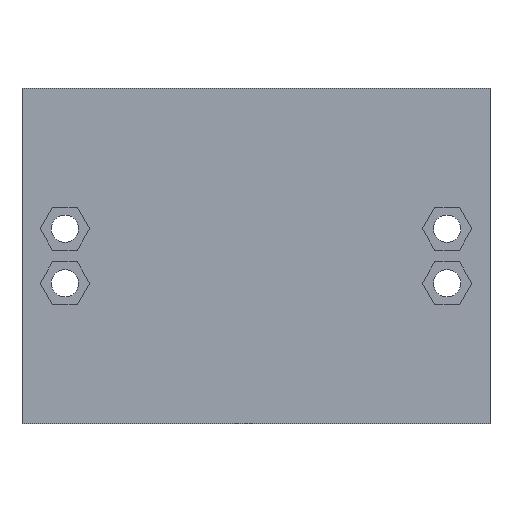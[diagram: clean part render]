
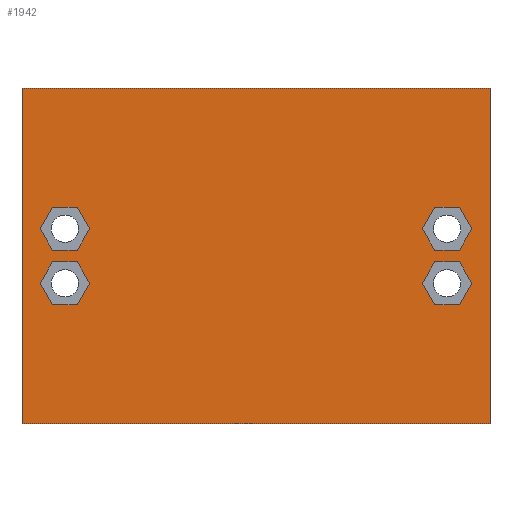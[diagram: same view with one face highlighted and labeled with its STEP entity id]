
A CAD part, front view. The second image highlights one B-rep face of the part: STEP entity #1942.
In plain terms, the highlighted planar face has unit normal (0, -1, 0).
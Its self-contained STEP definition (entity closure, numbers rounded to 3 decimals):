
#75=FACE_BOUND('',#361,.T.);
#76=FACE_BOUND('',#362,.T.);
#77=FACE_BOUND('',#363,.T.);
#78=FACE_BOUND('',#364,.T.);
#230=FACE_OUTER_BOUND('',#360,.T.);
#360=EDGE_LOOP('',(#1749,#1750,#1751,#1752));
#361=EDGE_LOOP('',(#1753,#1754,#1755,#1756,#1757,#1758));
#362=EDGE_LOOP('',(#1759,#1760,#1761,#1762,#1763,#1764));
#363=EDGE_LOOP('',(#1765,#1766,#1767,#1768,#1769,#1770));
#364=EDGE_LOOP('',(#1771,#1772,#1773,#1774,#1775,#1776));
#365=LINE('',#2637,#577);
#369=LINE('',#2645,#581);
#372=LINE('',#2651,#584);
#375=LINE('',#2657,#587);
#378=LINE('',#2663,#590);
#381=LINE('',#2668,#593);
#383=LINE('',#2676,#595);
#387=LINE('',#2684,#599);
#390=LINE('',#2690,#602);
#393=LINE('',#2696,#605);
#396=LINE('',#2702,#608);
#399=LINE('',#2707,#611);
#401=LINE('',#2715,#613);
#405=LINE('',#2723,#617);
#408=LINE('',#2729,#620);
#411=LINE('',#2735,#623);
#414=LINE('',#2741,#626);
#417=LINE('',#2746,#629);
#419=LINE('',#2754,#631);
#423=LINE('',#2762,#635);
#426=LINE('',#2768,#638);
#429=LINE('',#2774,#641);
#432=LINE('',#2780,#644);
#435=LINE('',#2785,#647);
#570=LINE('',#3169,#782);
#572=LINE('',#3173,#784);
#575=LINE('',#3178,#787);
#576=LINE('',#3180,#788);
#577=VECTOR('',#2119,10.);
#581=VECTOR('',#2125,10.);
#584=VECTOR('',#2130,10.);
#587=VECTOR('',#2135,10.);
#590=VECTOR('',#2140,10.);
#593=VECTOR('',#2145,10.);
#595=VECTOR('',#2153,10.);
#599=VECTOR('',#2159,10.);
#602=VECTOR('',#2164,10.);
#605=VECTOR('',#2169,10.);
#608=VECTOR('',#2174,10.);
#611=VECTOR('',#2179,10.);
#613=VECTOR('',#2187,10.);
#617=VECTOR('',#2193,10.);
#620=VECTOR('',#2198,10.);
#623=VECTOR('',#2203,10.);
#626=VECTOR('',#2208,10.);
#629=VECTOR('',#2213,10.);
#631=VECTOR('',#2221,10.);
#635=VECTOR('',#2227,10.);
#638=VECTOR('',#2232,10.);
#641=VECTOR('',#2237,10.);
#644=VECTOR('',#2242,10.);
#647=VECTOR('',#2247,10.);
#782=VECTOR('',#2618,10.);
#784=VECTOR('',#2622,10.);
#787=VECTOR('',#2627,10.);
#788=VECTOR('',#2630,10.);
#789=VERTEX_POINT('',#2635);
#790=VERTEX_POINT('',#2636);
#793=VERTEX_POINT('',#2644);
#795=VERTEX_POINT('',#2650);
#797=VERTEX_POINT('',#2656);
#799=VERTEX_POINT('',#2662);
#802=VERTEX_POINT('',#2674);
#803=VERTEX_POINT('',#2675);
#806=VERTEX_POINT('',#2683);
#808=VERTEX_POINT('',#2689);
#810=VERTEX_POINT('',#2695);
#812=VERTEX_POINT('',#2701);
#815=VERTEX_POINT('',#2713);
#816=VERTEX_POINT('',#2714);
#819=VERTEX_POINT('',#2722);
#821=VERTEX_POINT('',#2728);
#823=VERTEX_POINT('',#2734);
#825=VERTEX_POINT('',#2740);
#828=VERTEX_POINT('',#2752);
#829=VERTEX_POINT('',#2753);
#832=VERTEX_POINT('',#2761);
#834=VERTEX_POINT('',#2767);
#836=VERTEX_POINT('',#2773);
#838=VERTEX_POINT('',#2779);
#969=VERTEX_POINT('',#3166);
#970=VERTEX_POINT('',#3168);
#971=VERTEX_POINT('',#3172);
#972=VERTEX_POINT('',#3176);
#973=EDGE_CURVE('',#789,#790,#365,.T.);
#977=EDGE_CURVE('',#793,#789,#369,.T.);
#980=EDGE_CURVE('',#795,#793,#372,.T.);
#983=EDGE_CURVE('',#797,#795,#375,.T.);
#986=EDGE_CURVE('',#799,#797,#378,.T.);
#989=EDGE_CURVE('',#790,#799,#381,.T.);
#992=EDGE_CURVE('',#802,#803,#383,.T.);
#996=EDGE_CURVE('',#806,#802,#387,.T.);
#999=EDGE_CURVE('',#808,#806,#390,.T.);
#1002=EDGE_CURVE('',#810,#808,#393,.T.);
#1005=EDGE_CURVE('',#812,#810,#396,.T.);
#1008=EDGE_CURVE('',#803,#812,#399,.T.);
#1011=EDGE_CURVE('',#815,#816,#401,.T.);
#1015=EDGE_CURVE('',#819,#815,#405,.T.);
#1018=EDGE_CURVE('',#821,#819,#408,.T.);
#1021=EDGE_CURVE('',#823,#821,#411,.T.);
#1024=EDGE_CURVE('',#825,#823,#414,.T.);
#1027=EDGE_CURVE('',#816,#825,#417,.T.);
#1030=EDGE_CURVE('',#828,#829,#419,.T.);
#1034=EDGE_CURVE('',#832,#828,#423,.T.);
#1037=EDGE_CURVE('',#834,#832,#426,.T.);
#1040=EDGE_CURVE('',#836,#834,#429,.T.);
#1043=EDGE_CURVE('',#838,#836,#432,.T.);
#1046=EDGE_CURVE('',#829,#838,#435,.T.);
#1234=EDGE_CURVE('',#969,#970,#570,.T.);
#1236=EDGE_CURVE('',#971,#969,#572,.T.);
#1239=EDGE_CURVE('',#972,#971,#575,.T.);
#1240=EDGE_CURVE('',#970,#972,#576,.T.);
#1749=ORIENTED_EDGE('',*,*,#1240,.F.);
#1750=ORIENTED_EDGE('',*,*,#1234,.F.);
#1751=ORIENTED_EDGE('',*,*,#1236,.F.);
#1752=ORIENTED_EDGE('',*,*,#1239,.F.);
#1753=ORIENTED_EDGE('',*,*,#973,.T.);
#1754=ORIENTED_EDGE('',*,*,#989,.T.);
#1755=ORIENTED_EDGE('',*,*,#986,.T.);
#1756=ORIENTED_EDGE('',*,*,#983,.T.);
#1757=ORIENTED_EDGE('',*,*,#980,.T.);
#1758=ORIENTED_EDGE('',*,*,#977,.T.);
#1759=ORIENTED_EDGE('',*,*,#992,.T.);
#1760=ORIENTED_EDGE('',*,*,#1008,.T.);
#1761=ORIENTED_EDGE('',*,*,#1005,.T.);
#1762=ORIENTED_EDGE('',*,*,#1002,.T.);
#1763=ORIENTED_EDGE('',*,*,#999,.T.);
#1764=ORIENTED_EDGE('',*,*,#996,.T.);
#1765=ORIENTED_EDGE('',*,*,#1011,.T.);
#1766=ORIENTED_EDGE('',*,*,#1027,.T.);
#1767=ORIENTED_EDGE('',*,*,#1024,.T.);
#1768=ORIENTED_EDGE('',*,*,#1021,.T.);
#1769=ORIENTED_EDGE('',*,*,#1018,.T.);
#1770=ORIENTED_EDGE('',*,*,#1015,.T.);
#1771=ORIENTED_EDGE('',*,*,#1030,.T.);
#1772=ORIENTED_EDGE('',*,*,#1046,.T.);
#1773=ORIENTED_EDGE('',*,*,#1043,.T.);
#1774=ORIENTED_EDGE('',*,*,#1040,.T.);
#1775=ORIENTED_EDGE('',*,*,#1037,.T.);
#1776=ORIENTED_EDGE('',*,*,#1034,.T.);
#1846=PLANE('',#2114);
#1942=ADVANCED_FACE('',(#230,#75,#76,#77,#78),#1846,.F.);
#2114=AXIS2_PLACEMENT_3D('',#3181,#2631,#2632);
#2119=DIRECTION('',(0.5,0.,0.866));
#2125=DIRECTION('',(-0.5,0.,0.866));
#2130=DIRECTION('',(-1.,0.,0.));
#2135=DIRECTION('',(-0.5,0.,-0.866));
#2140=DIRECTION('',(0.5,0.,-0.866));
#2145=DIRECTION('',(1.,0.,0.));
#2153=DIRECTION('',(-1.,0.,0.));
#2159=DIRECTION('',(-0.5,0.,-0.866));
#2164=DIRECTION('',(0.5,0.,-0.866));
#2169=DIRECTION('',(1.,0.,0.));
#2174=DIRECTION('',(0.5,0.,0.866));
#2179=DIRECTION('',(-0.5,0.,0.866));
#2187=DIRECTION('',(0.5,0.,-0.866));
#2193=DIRECTION('',(1.,0.,0.));
#2198=DIRECTION('',(0.5,0.,0.866));
#2203=DIRECTION('',(-0.5,0.,0.866));
#2208=DIRECTION('',(-1.,0.,0.));
#2213=DIRECTION('',(-0.5,0.,-0.866));
#2221=DIRECTION('',(1.,0.,0.));
#2227=DIRECTION('',(0.5,0.,0.866));
#2232=DIRECTION('',(-0.5,0.,0.866));
#2237=DIRECTION('',(-1.,0.,0.));
#2242=DIRECTION('',(-0.5,0.,-0.866));
#2247=DIRECTION('',(0.5,0.,-0.866));
#2618=DIRECTION('',(1.,0.,0.));
#2622=DIRECTION('',(0.,0.,1.));
#2627=DIRECTION('',(-1.,0.,0.));
#2630=DIRECTION('',(0.,0.,-1.));
#2631=DIRECTION('center_axis',(0.,1.,0.));
#2632=DIRECTION('ref_axis',(0.,0.,1.));
#2635=CARTESIAN_POINT('',(42.649,0.,-7.));
#2636=CARTESIAN_POINT('',(45.825,0.,-1.5));
#2637=CARTESIAN_POINT('',(38.834,0.,-13.609));
#2644=CARTESIAN_POINT('',(45.825,0.,-12.5));
#2645=CARTESIAN_POINT('',(37.39,0.,2.109));
#2650=CARTESIAN_POINT('',(52.175,0.,-12.5));
#2651=CARTESIAN_POINT('',(26.088,0.,-12.5));
#2656=CARTESIAN_POINT('',(55.351,0.,-7.));
#2657=CARTESIAN_POINT('',(49.948,0.,-16.359));
#2662=CARTESIAN_POINT('',(52.175,0.,-1.5));
#2663=CARTESIAN_POINT('',(45.329,0.,10.359));
#2668=CARTESIAN_POINT('',(22.912,0.,-1.5));
#2674=CARTESIAN_POINT('',(-45.825,0.,1.5));
#2675=CARTESIAN_POINT('',(-52.175,0.,1.5));
#2676=CARTESIAN_POINT('',(-22.912,0.,1.5));
#2683=CARTESIAN_POINT('',(-42.649,0.,7.));
#2684=CARTESIAN_POINT('',(-38.834,0.,13.609));
#2689=CARTESIAN_POINT('',(-45.825,0.,12.5));
#2690=CARTESIAN_POINT('',(-37.39,0.,-2.109));
#2695=CARTESIAN_POINT('',(-52.175,0.,12.5));
#2696=CARTESIAN_POINT('',(-26.088,0.,12.5));
#2701=CARTESIAN_POINT('',(-55.351,0.,7.));
#2702=CARTESIAN_POINT('',(-49.948,0.,16.359));
#2707=CARTESIAN_POINT('',(-45.329,0.,-10.359));
#2713=CARTESIAN_POINT('',(52.175,0.,12.5));
#2714=CARTESIAN_POINT('',(55.351,0.,7.));
#2715=CARTESIAN_POINT('',(48.36,0.,19.109));
#2722=CARTESIAN_POINT('',(45.825,0.,12.5));
#2723=CARTESIAN_POINT('',(22.912,0.,12.5));
#2728=CARTESIAN_POINT('',(42.649,0.,7.));
#2729=CARTESIAN_POINT('',(35.802,0.,-4.859));
#2734=CARTESIAN_POINT('',(45.825,0.,1.5));
#2735=CARTESIAN_POINT('',(40.421,0.,10.859));
#2740=CARTESIAN_POINT('',(52.175,0.,1.5));
#2741=CARTESIAN_POINT('',(26.088,0.,1.5));
#2746=CARTESIAN_POINT('',(46.916,0.,-7.609));
#2752=CARTESIAN_POINT('',(-52.175,0.,-1.5));
#2753=CARTESIAN_POINT('',(-45.825,0.,-1.5));
#2754=CARTESIAN_POINT('',(-26.088,0.,-1.5));
#2761=CARTESIAN_POINT('',(-55.351,0.,-7.));
#2762=CARTESIAN_POINT('',(-46.916,0.,7.609));
#2767=CARTESIAN_POINT('',(-52.175,0.,-12.5));
#2768=CARTESIAN_POINT('',(-48.36,0.,-19.109));
#2773=CARTESIAN_POINT('',(-45.825,0.,-12.5));
#2774=CARTESIAN_POINT('',(-22.912,0.,-12.5));
#2779=CARTESIAN_POINT('',(-42.649,0.,-7.));
#2780=CARTESIAN_POINT('',(-35.802,0.,4.859));
#2785=CARTESIAN_POINT('',(-40.421,0.,-10.859));
#3166=CARTESIAN_POINT('',(-60.,0.,43.));
#3168=CARTESIAN_POINT('',(60.,0.,43.));
#3169=CARTESIAN_POINT('',(-60.,0.,43.));
#3172=CARTESIAN_POINT('',(-60.,0.,-43.));
#3173=CARTESIAN_POINT('',(-60.,0.,-43.));
#3176=CARTESIAN_POINT('',(60.,0.,-43.));
#3178=CARTESIAN_POINT('',(60.,0.,-43.));
#3180=CARTESIAN_POINT('',(60.,0.,43.));
#3181=CARTESIAN_POINT('Origin',(0.,0.,0.));
